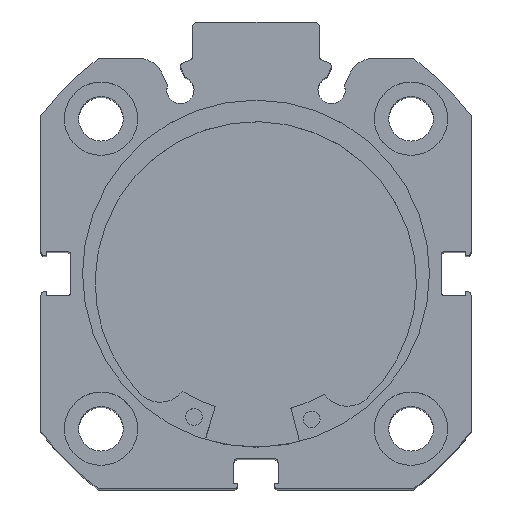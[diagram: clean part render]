
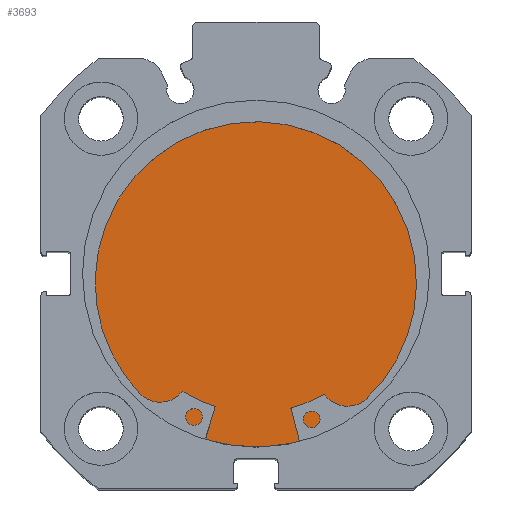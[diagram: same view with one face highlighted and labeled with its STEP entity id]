
A CAD part, top view. The second image highlights one B-rep face of the part: STEP entity #3693.
In plain terms, the highlighted face is planar.
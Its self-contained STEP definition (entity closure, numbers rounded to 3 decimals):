
#338 = FACE_OUTER_BOUND ( 'NONE', #2038, .T. ) ;
#400 = CIRCLE ( 'NONE', #4134, 26. ) ;
#859 = CARTESIAN_POINT ( 'NONE',  ( 9., 0., -26. ) ) ;
#953 = CARTESIAN_POINT ( 'NONE',  ( 9., 0., 26. ) ) ;
#1000 = CARTESIAN_POINT ( 'NONE',  ( 9., 0., 0. ) ) ;
#1001 = DIRECTION ( 'NONE',  ( -1., 0., 0. ) ) ;
#1002 = DIRECTION ( 'NONE',  ( 0., 0., 1. ) ) ;
#1564 = EDGE_CURVE ( 'NONE', #5370, #5261, #2503, .T. ) ;
#2038 = EDGE_LOOP ( 'NONE', ( #2115, #2114 ) ) ;
#2114 = ORIENTED_EDGE ( 'NONE', *, *, #5465, .F. ) ;
#2115 = ORIENTED_EDGE ( 'NONE', *, *, #1564, .F. ) ;
#2503 = CIRCLE ( 'NONE', #3738, 26. ) ;
#3693 = ADVANCED_FACE ( 'NONE', ( #338 ), #6731, .F. ) ;
#3738 = AXIS2_PLACEMENT_3D ( 'NONE', #4895, #4889, #4908 ) ;
#4103 = AXIS2_PLACEMENT_3D ( 'NONE', #6730, #6733, #6734 ) ;
#4134 = AXIS2_PLACEMENT_3D ( 'NONE', #1000, #1001, #1002 ) ;
#4889 = DIRECTION ( 'NONE',  ( -1., 0., 0. ) ) ;
#4895 = CARTESIAN_POINT ( 'NONE',  ( 9., 0., 0. ) ) ;
#4908 = DIRECTION ( 'NONE',  ( 0., 0., 1. ) ) ;
#5261 = VERTEX_POINT ( 'NONE', #859 ) ;
#5370 = VERTEX_POINT ( 'NONE', #953 ) ;
#5465 = EDGE_CURVE ( 'NONE', #5261, #5370, #400, .T. ) ;
#6730 = CARTESIAN_POINT ( 'NONE',  ( 9., 26., 0. ) ) ;
#6731 = PLANE ( 'NONE',  #4103 ) ;
#6733 = DIRECTION ( 'NONE',  ( -1., 0., 0. ) ) ;
#6734 = DIRECTION ( 'NONE',  ( 0., 0., 1. ) ) ;
